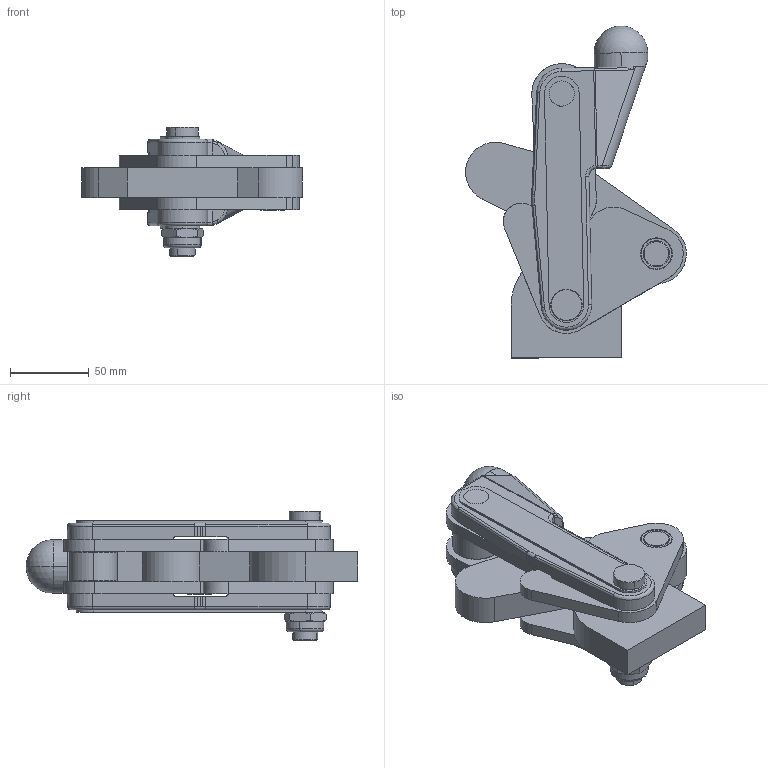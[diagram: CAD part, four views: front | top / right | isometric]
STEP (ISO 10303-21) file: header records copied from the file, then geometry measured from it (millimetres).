
FILE_DESCRIPTION((''),'2;1');
FILE_NAME('618.stp','2005-09-01T12:09:18',('CAD'),(''),'Autodesk Inventor 8','Autodesk Inventor 8','');
FILE_SCHEMA(('AUTOMOTIVE_DESIGN { 1 0 10303 214 1 1 1 1 }'));
Length unit declared in the file: millimetre
Products named in the file (1): Part73
Bounding box: 139.83 x 210.28 x 82 mm (x, y, z)
Volume: 566558.3 mm3; surface area: 96035.4 mm2
Topology: 11 solids, 11 shells, 2222 faces, 6160 edges, 4058 vertices
Faces by surface type: plane 1519, cylinder 581, cone 106, bspline 12, torus 2, sphere 2
Entity records: 71120 total; most frequent: CARTESIAN_POINT 17414, ORIENTED_EDGE 12316, DIRECTION 10554, EDGE_CURVE 6158, VERTEX_POINT 4058, AXIS2_PLACEMENT_3D 3834, VECTOR 2886, LINE 2886
